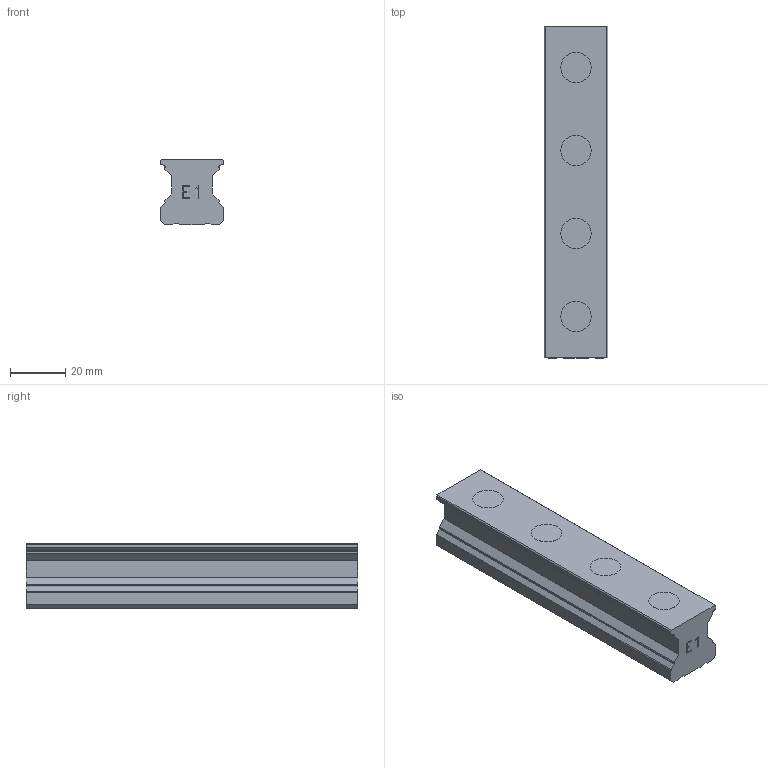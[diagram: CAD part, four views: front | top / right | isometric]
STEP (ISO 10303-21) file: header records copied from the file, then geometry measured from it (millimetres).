
FILE_DESCRIPTION(('STEP AP214'),'1');
FILE_NAME('cctmp_DA173128-2838-407D-9658-6F8F71F63C91_2021_03_10_17_06_43_0955..stp','2021-03-10T16:06:44',('HIWIN GmbH'),('CADClick - www.CADClick.com'),'Spatial InterOp 3D',' ','unknown authorization');
FILE_SCHEMA(('AUTOMOTIVE_DESIGN'));
Length unit declared in the file: millimetre
Products named in the file (1): RGR25R120H_FILE
Bounding box: 23 x 120 x 23.6 mm (x, y, z)
Volume: 48122.1 mm3; surface area: 15746.7 mm2
Topology: 1 solids, 1 shells, 153 faces, 405 edges, 270 vertices
Faces by surface type: plane 111, cylinder 42
Entity records: 5971 total; most frequent: CARTESIAN_POINT 829, ORIENTED_EDGE 810, DIRECTION 797, EDGE_CURVE 405, LINE 321, VECTOR 321, VERTEX_POINT 270, AXIS2_PLACEMENT_3D 238
